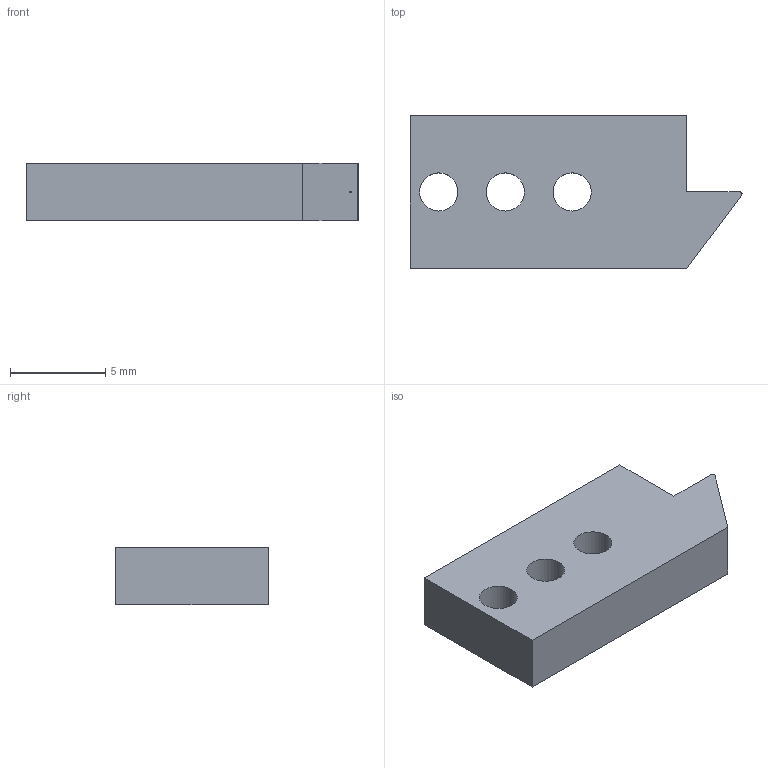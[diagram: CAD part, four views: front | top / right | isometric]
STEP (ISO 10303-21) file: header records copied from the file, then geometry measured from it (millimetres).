
FILE_DESCRIPTION((''),'2;1');
FILE_NAME('SliderM.stp','2016-03-14T14:18:14',('Administrator'),(''),'Autodesk Inventor 2008','Autodesk Inventor 2008','');
FILE_SCHEMA(('AUTOMOTIVE_DESIGN { 1 0 10303 214 1 1 1 1 }'));
Length unit declared in the file: millimetre
Products named in the file (1): SliderM
Bounding box: 17.4 x 8 x 3 mm (x, y, z)
Volume: 337.7 mm3; surface area: 428.3 mm2
Topology: 1 solids, 1 shells, 13 faces, 33 edges, 22 vertices
Faces by surface type: plane 8, cylinder 5
Full cylindrical faces by diameter (mm): 0.1 x1, 2 x3
Entity records: 419 total; most frequent: DIRECTION 67, CARTESIAN_POINT 65, ORIENTED_EDGE 58, EDGE_CURVE 29, EDGE_LOOP 25, AXIS2_PLACEMENT_3D 24, VERTEX_POINT 22, VECTOR 19
